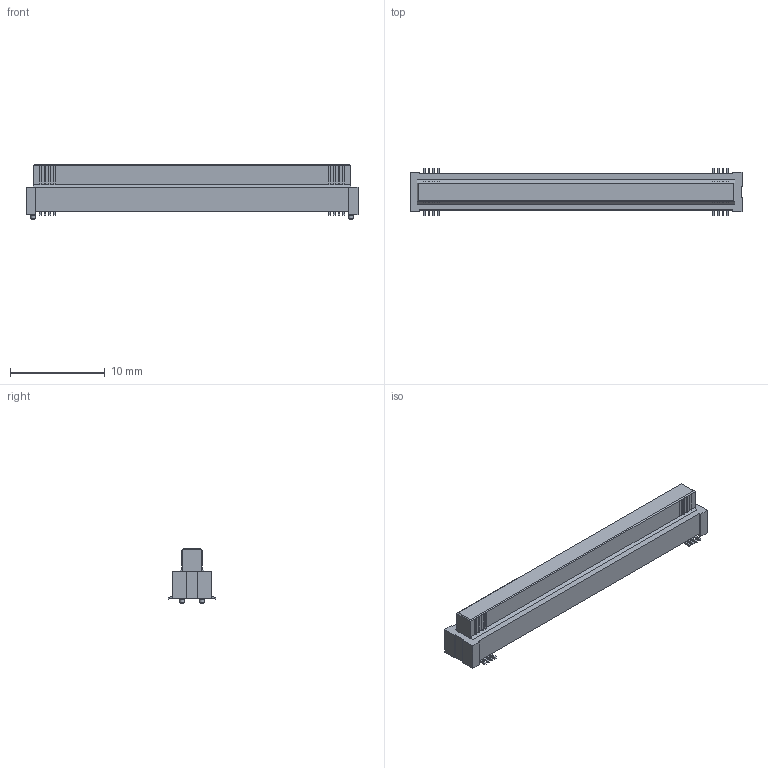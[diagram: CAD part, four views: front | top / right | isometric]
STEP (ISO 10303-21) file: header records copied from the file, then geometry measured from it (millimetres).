
FILE_DESCRIPTION(/* description */ (''),/* implementation_level */ '2;1');
FILE_NAME(/* name */ 'PANASONIC_AXK6SA3677YG.stp',/* time_stamp */ '2017-02-06T11:45:14+01:00',/* author */ ('jchouvet'),/* organization */ (''),/* preprocessor_version */ 'ST-DEVELOPER v16.1',/* originating_system */ 'AutoCAD Mechanical',/* authorisation */ '');
FILE_SCHEMA (('AUTOMOTIVE_DESIGN { 1 0 10303 214 3 1 1 }'));
Length unit declared in the file: millimetre
Products named in the file (1): Product
Bounding box: 35 x 5 x 5.75 mm (x, y, z)
Volume: 513.5 mm3; surface area: 876.1 mm2
Topology: 38 solids, 38 shells, 274 faces, 588 edges, 390 vertices
Faces by surface type: plane 270, cone 2, cylinder 2
Full cylindrical faces by diameter (mm): 0.5 x2
Entity records: 7232 total; most frequent: CARTESIAN_POINT 1249, ORIENTED_EDGE 1168, DIRECTION 1140, EDGE_CURVE 584, LINE 578, VECTOR 578, VERTEX_POINT 390, AXIS2_PLACEMENT_3D 281
